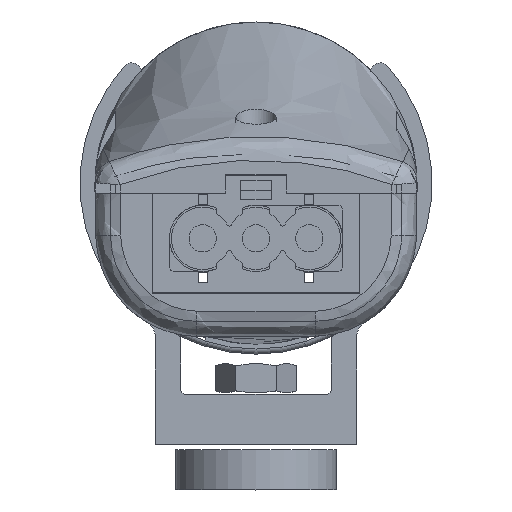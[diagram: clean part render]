
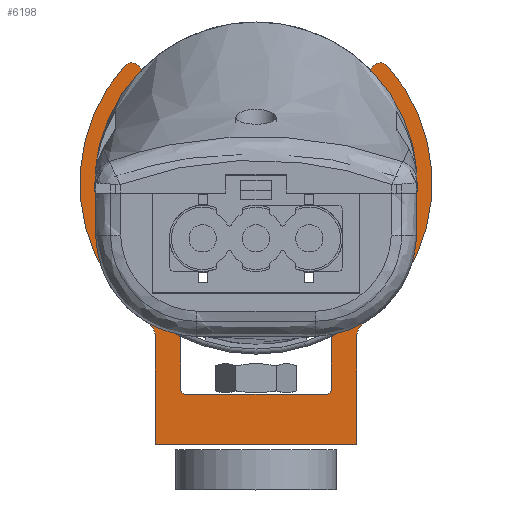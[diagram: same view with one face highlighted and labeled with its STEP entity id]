
A CAD part, front view. The second image highlights one B-rep face of the part: STEP entity #6198.
In plain terms, the highlighted planar face has unit normal (0, -1, 0).
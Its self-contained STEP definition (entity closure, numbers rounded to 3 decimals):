
#604=CIRCLE('',#6639,2.);
#605=CIRCLE('',#6642,2.);
#618=CIRCLE('',#6661,17.5);
#619=CIRCLE('',#6663,17.5);
#620=CIRCLE('',#6665,1.);
#621=CIRCLE('',#6667,1.);
#622=CIRCLE('',#6669,0.5);
#623=CIRCLE('',#6670,0.5);
#624=CIRCLE('',#6671,0.5);
#625=CIRCLE('',#6672,0.5);
#626=CIRCLE('',#6673,15.5);
#627=CIRCLE('',#6674,15.5);
#912=FACE_OUTER_BOUND('',#1161,.T.);
#1161=EDGE_LOOP('',(#5674,#5675,#5676,#5677,#5678,#5679,#5680,#5681,#5682,
#5683,#5684,#5685,#5686,#5687,#5688,#5689,#5690,#5691));
#1693=LINE('',#13273,#2259);
#1696=LINE('',#13285,#2262);
#1702=LINE('',#13297,#2268);
#1706=LINE('',#13308,#2272);
#1708=LINE('',#13314,#2274);
#1716=LINE('',#13360,#2282);
#2259=VECTOR('',#7970,10.63);
#2262=VECTOR('',#7981,10.63);
#2268=VECTOR('',#7989,14.);
#2272=VECTOR('',#7997,6.644);
#2274=VECTOR('',#8001,6.644);
#2282=VECTOR('',#8059,20.);
#3098=VERTEX_POINT('',#13263);
#3099=VERTEX_POINT('',#13265);
#3101=VERTEX_POINT('',#13271);
#3102=VERTEX_POINT('',#13275);
#3103=VERTEX_POINT('',#13276);
#3106=VERTEX_POINT('',#13284);
#3109=VERTEX_POINT('',#13291);
#3111=VERTEX_POINT('',#13295);
#3114=VERTEX_POINT('',#13302);
#3116=VERTEX_POINT('',#13306);
#3117=VERTEX_POINT('',#13310);
#3119=VERTEX_POINT('',#13313);
#3127=VERTEX_POINT('',#13337);
#3128=VERTEX_POINT('',#13341);
#3129=VERTEX_POINT('',#13345);
#3130=VERTEX_POINT('',#13349);
#3131=VERTEX_POINT('',#13353);
#3132=VERTEX_POINT('',#13357);
#4183=EDGE_CURVE('',#3098,#3099,#604,.T.);
#4187=EDGE_CURVE('',#3101,#3098,#1693,.T.);
#4188=EDGE_CURVE('',#3102,#3103,#605,.T.);
#4192=EDGE_CURVE('',#3106,#3103,#1696,.T.);
#4198=EDGE_CURVE('',#3109,#3111,#1702,.T.);
#4203=EDGE_CURVE('',#3114,#3116,#1706,.T.);
#4205=EDGE_CURVE('',#3119,#3117,#1708,.T.);
#4220=EDGE_CURVE('',#3102,#3127,#618,.T.);
#4221=EDGE_CURVE('',#3128,#3099,#619,.T.);
#4223=EDGE_CURVE('',#3128,#3129,#620,.T.);
#4225=EDGE_CURVE('',#3130,#3127,#621,.T.);
#4227=EDGE_CURVE('',#3119,#3131,#622,.T.);
#4228=EDGE_CURVE('',#3109,#3117,#623,.T.);
#4229=EDGE_CURVE('',#3114,#3111,#624,.T.);
#4230=EDGE_CURVE('',#3132,#3116,#625,.T.);
#4231=EDGE_CURVE('',#3132,#3129,#626,.T.);
#4232=EDGE_CURVE('',#3106,#3101,#1716,.T.);
#4233=EDGE_CURVE('',#3130,#3131,#627,.T.);
#5674=ORIENTED_EDGE('',*,*,#4227,.F.);
#5675=ORIENTED_EDGE('',*,*,#4205,.T.);
#5676=ORIENTED_EDGE('',*,*,#4228,.F.);
#5677=ORIENTED_EDGE('',*,*,#4198,.T.);
#5678=ORIENTED_EDGE('',*,*,#4229,.F.);
#5679=ORIENTED_EDGE('',*,*,#4203,.T.);
#5680=ORIENTED_EDGE('',*,*,#4230,.F.);
#5681=ORIENTED_EDGE('',*,*,#4231,.T.);
#5682=ORIENTED_EDGE('',*,*,#4223,.F.);
#5683=ORIENTED_EDGE('',*,*,#4221,.T.);
#5684=ORIENTED_EDGE('',*,*,#4183,.F.);
#5685=ORIENTED_EDGE('',*,*,#4187,.F.);
#5686=ORIENTED_EDGE('',*,*,#4232,.F.);
#5687=ORIENTED_EDGE('',*,*,#4192,.T.);
#5688=ORIENTED_EDGE('',*,*,#4188,.F.);
#5689=ORIENTED_EDGE('',*,*,#4220,.T.);
#5690=ORIENTED_EDGE('',*,*,#4225,.F.);
#5691=ORIENTED_EDGE('',*,*,#4233,.T.);
#5924=PLANE('',#6668);
#6198=ADVANCED_FACE('',(#912),#5924,.T.);
#6639=AXIS2_PLACEMENT_3D('',#13266,#7963,#7964);
#6642=AXIS2_PLACEMENT_3D('',#13277,#7973,#7974);
#6661=AXIS2_PLACEMENT_3D('',#13339,#8030,#8031);
#6663=AXIS2_PLACEMENT_3D('',#13342,#8034,#8035);
#6665=AXIS2_PLACEMENT_3D('',#13346,#8039,#8040);
#6667=AXIS2_PLACEMENT_3D('',#13350,#8044,#8045);
#6668=AXIS2_PLACEMENT_3D('',#13352,#8047,#8048);
#6669=AXIS2_PLACEMENT_3D('',#13354,#8049,#8050);
#6670=AXIS2_PLACEMENT_3D('',#13355,#8051,#8052);
#6671=AXIS2_PLACEMENT_3D('',#13356,#8053,#8054);
#6672=AXIS2_PLACEMENT_3D('',#13358,#8055,#8056);
#6673=AXIS2_PLACEMENT_3D('',#13359,#8057,#8058);
#6674=AXIS2_PLACEMENT_3D('',#13361,#8060,#8061);
#7963=DIRECTION('center_axis',(0.,-1.,
0.));
#7964=DIRECTION('ref_axis',(0.899,0.,0.439));
#7970=DIRECTION('',(0.,0.,1.));
#7973=DIRECTION('center_axis',(0.,-1.,
0.));
#7974=DIRECTION('ref_axis',(-0.899,0.,0.439));
#7981=DIRECTION('',(0.,0.,1.));
#7989=DIRECTION('',(-1.,0.,0.));
#7997=DIRECTION('',(0.,0.,1.));
#8001=DIRECTION('',(0.,0.,-1.));
#8030=DIRECTION('center_axis',(0.,-1.,
0.));
#8031=DIRECTION('ref_axis',(1.,0.,0.));
#8034=DIRECTION('center_axis',(0.,-1.,
0.));
#8035=DIRECTION('ref_axis',(1.,0.,0.));
#8039=DIRECTION('center_axis',(0.,1.,0.));
#8040=DIRECTION('ref_axis',(-0.03,0.,1.));
#8044=DIRECTION('center_axis',(0.,1.,0.));
#8045=DIRECTION('ref_axis',(-1.,0.,0.03));
#8047=DIRECTION('center_axis',(0.,-1.,
0.));
#8048=DIRECTION('ref_axis',(1.,0.,0.));
#8049=DIRECTION('center_axis',(0.,1.,0.));
#8050=DIRECTION('ref_axis',(-0.866,0.,0.5));
#8051=DIRECTION('center_axis',(0.,-1.,
0.));
#8052=DIRECTION('ref_axis',(0.707,0.,-0.707));
#8053=DIRECTION('center_axis',(0.,-1.,
0.));
#8054=DIRECTION('ref_axis',(-0.707,0.,-0.707));
#8055=DIRECTION('center_axis',(0.,1.,0.));
#8056=DIRECTION('ref_axis',(0.866,0.,0.5));
#8057=DIRECTION('center_axis',(0.,1.,0.));
#8058=DIRECTION('ref_axis',(0.707,0.,0.707));
#8059=DIRECTION('',(-1.,0.,0.));
#8060=DIRECTION('center_axis',(0.,1.,0.));
#8061=DIRECTION('ref_axis',(0.707,0.,0.707));
#13263=CARTESIAN_POINT('',(-10.,-25.563,12.632));
#13265=CARTESIAN_POINT('',(-10.769,-25.563,14.208));
#13266=CARTESIAN_POINT('Origin',(-12.,-25.563,12.632));
#13271=CARTESIAN_POINT('',(-10.,-25.563,2.002));
#13273=CARTESIAN_POINT('',(-10.,-25.563,2.002));
#13275=CARTESIAN_POINT('',(10.769,-25.563,14.208));
#13276=CARTESIAN_POINT('',(10.,-25.563,12.632));
#13277=CARTESIAN_POINT('Origin',(12.,-25.563,12.632));
#13284=CARTESIAN_POINT('',(10.,-25.563,2.002));
#13285=CARTESIAN_POINT('',(10.,-25.563,13.641));
#13291=CARTESIAN_POINT('',(7.,-25.563,7.002));
#13295=CARTESIAN_POINT('',(-7.,-25.563,7.002));
#13297=CARTESIAN_POINT('',(-1.25,-25.563,7.002));
#13302=CARTESIAN_POINT('',(-7.5,-25.563,7.502));
#13306=CARTESIAN_POINT('',(-7.5,-25.563,14.146));
#13308=CARTESIAN_POINT('',(-7.5,-25.563,4.502));
#13310=CARTESIAN_POINT('',(7.5,-25.563,7.502));
#13313=CARTESIAN_POINT('',(7.5,-25.563,14.146));
#13314=CARTESIAN_POINT('',(7.5,-25.563,8.22));
#13337=CARTESIAN_POINT('',(13.102,-25.562,39.604));
#13339=CARTESIAN_POINT('Origin',(0.,-25.562,
28.002));
#13341=CARTESIAN_POINT('',(-13.102,-25.562,39.604));
#13342=CARTESIAN_POINT('Origin',(0.,-25.562,
28.002));
#13345=CARTESIAN_POINT('',(-11.604,-25.562,38.278));
#13346=CARTESIAN_POINT('Origin',(-12.353,-25.562,38.941));
#13349=CARTESIAN_POINT('',(11.604,-25.562,38.278));
#13350=CARTESIAN_POINT('Origin',(12.353,-25.562,38.941));
#13352=CARTESIAN_POINT('Origin',(-10.,-25.563,2.002));
#13353=CARTESIAN_POINT('',(7.75,-25.563,14.579));
#13354=CARTESIAN_POINT('Origin',(8.,-25.563,14.146));
#13355=CARTESIAN_POINT('Origin',(7.,-25.563,7.502));
#13356=CARTESIAN_POINT('Origin',(-7.,-25.563,7.502));
#13357=CARTESIAN_POINT('',(-7.75,-25.563,14.579));
#13358=CARTESIAN_POINT('Origin',(-8.,-25.563,14.146));
#13359=CARTESIAN_POINT('Origin',(0.,-25.562,
28.002));
#13360=CARTESIAN_POINT('',(2.5,-25.563,2.002));
#13361=CARTESIAN_POINT('Origin',(0.,-25.562,
28.002));
